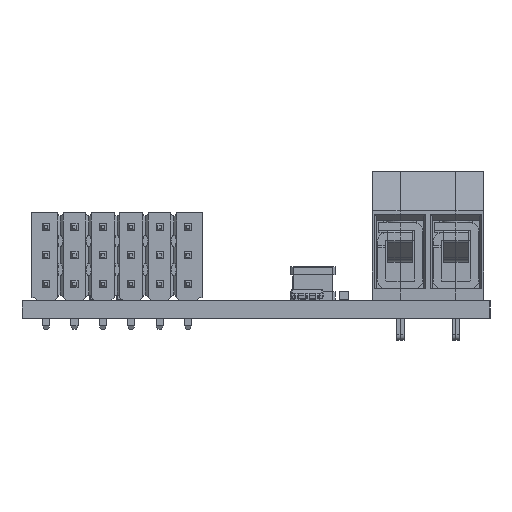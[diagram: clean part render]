
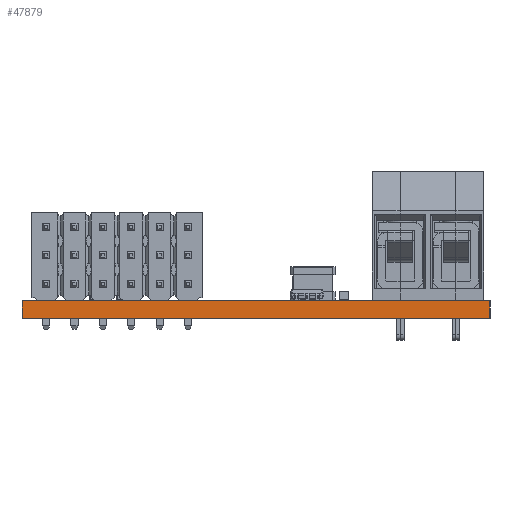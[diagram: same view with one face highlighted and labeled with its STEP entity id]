
A CAD part, left-side view. The second image highlights one B-rep face of the part: STEP entity #47879.
In plain terms, the highlighted planar face has unit normal (-1, 0, 0).
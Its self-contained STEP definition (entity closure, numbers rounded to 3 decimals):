
#46874 = VERTEX_POINT('',#46875);
#46875 = CARTESIAN_POINT('',(0.,41.91,0.));
#46881 = EDGE_CURVE('',#46882,#46874,#46884,.T.);
#46882 = VERTEX_POINT('',#46883);
#46883 = CARTESIAN_POINT('',(0.,-0.,0.));
#46884 = LINE('',#46885,#46886);
#46885 = CARTESIAN_POINT('',(0.,-0.,0.));
#46886 = VECTOR('',#46887,1.);
#46887 = DIRECTION('',(0.,1.,0.));
#47363 = VERTEX_POINT('',#47364);
#47364 = CARTESIAN_POINT('',(0.,41.91,1.6));
#47370 = EDGE_CURVE('',#47371,#47363,#47373,.T.);
#47371 = VERTEX_POINT('',#47372);
#47372 = CARTESIAN_POINT('',(0.,0.,1.6));
#47373 = LINE('',#47374,#47375);
#47374 = CARTESIAN_POINT('',(0.,0.,1.6));
#47375 = VECTOR('',#47376,1.);
#47376 = DIRECTION('',(0.,1.,0.));
#47849 = EDGE_CURVE('',#46874,#47363,#47850,.T.);
#47850 = LINE('',#47851,#47852);
#47851 = CARTESIAN_POINT('',(0.,41.91,0.));
#47852 = VECTOR('',#47853,1.);
#47853 = DIRECTION('',(0.,0.,1.));
#47879 = ADVANCED_FACE('',(#47880),#47891,.T.);
#47880 = FACE_BOUND('',#47881,.T.);
#47881 = EDGE_LOOP('',(#47882,#47888,#47889,#47890));
#47882 = ORIENTED_EDGE('',*,*,#47883,.T.);
#47883 = EDGE_CURVE('',#46882,#47371,#47884,.T.);
#47884 = LINE('',#47885,#47886);
#47885 = CARTESIAN_POINT('',(0.,-0.,0.));
#47886 = VECTOR('',#47887,1.);
#47887 = DIRECTION('',(0.,0.,1.));
#47888 = ORIENTED_EDGE('',*,*,#47370,.T.);
#47889 = ORIENTED_EDGE('',*,*,#47849,.F.);
#47890 = ORIENTED_EDGE('',*,*,#46881,.F.);
#47891 = PLANE('',#47892);
#47892 = AXIS2_PLACEMENT_3D('',#47893,#47894,#47895);
#47893 = CARTESIAN_POINT('',(0.,0.,0.));
#47894 = DIRECTION('',(-1.,0.,0.));
#47895 = DIRECTION('',(0.,1.,0.));
